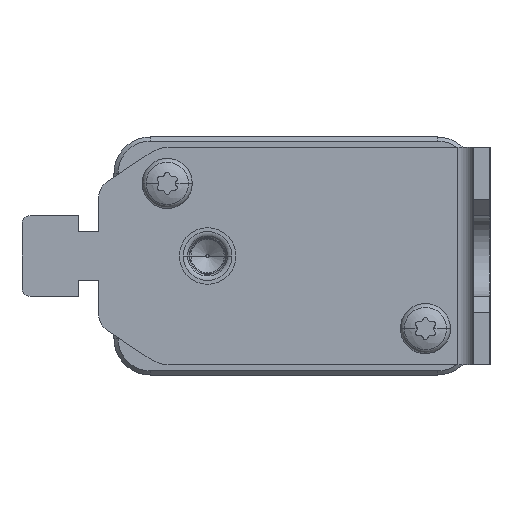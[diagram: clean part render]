
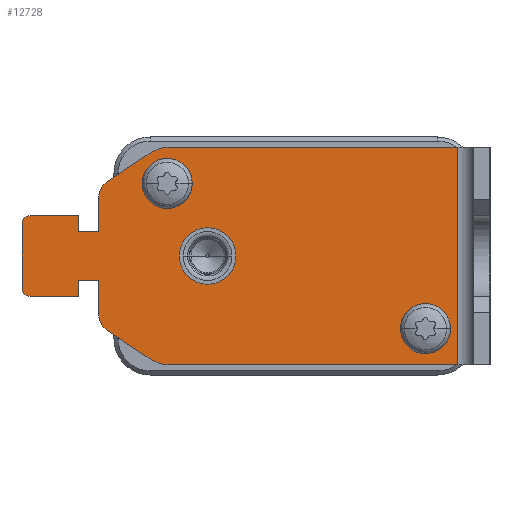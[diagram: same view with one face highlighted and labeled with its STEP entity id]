
A CAD part, left-side view. The second image highlights one B-rep face of the part: STEP entity #12728.
In plain terms, the highlighted face is planar.
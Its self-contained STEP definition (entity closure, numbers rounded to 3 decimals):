
#11857=DIRECTION('',(-1.,0.,0.));
#11858=VECTOR('',#11857,27.);
#11859=CARTESIAN_POINT('',(13.5,2.,4.));
#11860=LINE('',#11859,#11858);
#11871=CARTESIAN_POINT('',(9.,2.,39.638));
#11872=DIRECTION('',(0.,-1.,0.));
#11873=DIRECTION('',(1.,0.,0.));
#11874=AXIS2_PLACEMENT_3D('',#11871,#11872,#11873);
#11879=DIRECTION('',(-0.555,0.,0.832));
#11880=VECTOR('',#11879,6.313);
#11881=CARTESIAN_POINT('',(12.744,2.,42.134));
#11882=LINE('',#11881,#11880);
#11886=CARTESIAN_POINT('',(7.162,2.,46.));
#11887=DIRECTION('',(0.,-1.,0.));
#11888=DIRECTION('',(0.832,0.,0.555));
#11889=AXIS2_PLACEMENT_3D('',#11886,#11887,#11888);
#11894=DIRECTION('',(0.,0.,1.));
#11895=VECTOR('',#11894,6.);
#11896=CARTESIAN_POINT('',(5.,2.,51.));
#11897=LINE('',#11896,#11895);
#11901=CARTESIAN_POINT('',(4.,2.,57.));
#11902=DIRECTION('',(0.,-1.,0.));
#11903=DIRECTION('',(1.,0.,0.));
#11904=AXIS2_PLACEMENT_3D('',#11901,#11902,#11903);
#11909=CARTESIAN_POINT('',(-4.,2.,57.));
#11910=DIRECTION('',(0.,-1.,0.));
#11911=DIRECTION('',(0.,0.,1.));
#11912=AXIS2_PLACEMENT_3D('',#11909,#11910,#11911);
#11917=CARTESIAN_POINT('',(-7.162,2.,46.));
#11918=DIRECTION('',(0.,-1.,0.));
#11919=DIRECTION('',(0.,0.,1.));
#11920=AXIS2_PLACEMENT_3D('',#11917,#11918,#11919);
#11925=DIRECTION('',(-0.555,0.,-0.832));
#11926=VECTOR('',#11925,6.313);
#11927=CARTESIAN_POINT('',(-9.242,2.,47.387));
#11928=LINE('',#11927,#11926);
#11932=CARTESIAN_POINT('',(-9.,2.,39.638));
#11933=DIRECTION('',(0.,-1.,0.));
#11934=DIRECTION('',(-0.832,0.,0.555));
#11935=AXIS2_PLACEMENT_3D('',#11932,#11933,#11934);
#11940=DIRECTION('',(0.,0.,1.));
#11941=VECTOR('',#11940,35.638);
#11942=CARTESIAN_POINT('',(13.5,2.,4.));
#11943=LINE('',#11942,#11941);
#11947=CARTESIAN_POINT('',(-9.,2.,40.));
#11948=DIRECTION('',(0.,1.,0.));
#11949=DIRECTION('',(1.,0.,0.));
#11950=AXIS2_PLACEMENT_3D('',#11947,#11948,#11949);
#11955=CARTESIAN_POINT('',(-9.,2.,40.));
#11956=DIRECTION('',(0.,1.,0.));
#11957=DIRECTION('',(-1.,0.,0.));
#11958=AXIS2_PLACEMENT_3D('',#11955,#11956,#11957);
#11963=CARTESIAN_POINT('',(9.,2.,8.));
#11964=DIRECTION('',(0.,1.,0.));
#11965=DIRECTION('',(1.,0.,0.));
#11966=AXIS2_PLACEMENT_3D('',#11963,#11964,#11965);
#11971=CARTESIAN_POINT('',(9.,2.,8.));
#11972=DIRECTION('',(0.,1.,0.));
#11973=DIRECTION('',(-1.,0.,0.));
#11974=AXIS2_PLACEMENT_3D('',#11971,#11972,#11973);
#11979=CARTESIAN_POINT('',(0.,2.,35.));
#11980=DIRECTION('',(0.,1.,0.));
#11981=DIRECTION('',(1.,0.,0.));
#11982=AXIS2_PLACEMENT_3D('',#11979,#11980,#11981);
#11987=CARTESIAN_POINT('',(0.,2.,35.));
#11988=DIRECTION('',(0.,1.,0.));
#11989=DIRECTION('',(-1.,0.,0.));
#11990=AXIS2_PLACEMENT_3D('',#11987,#11988,#11989);
#12016=DIRECTION('',(1.,0.,0.));
#12017=VECTOR('',#12016,4.162);
#12018=CARTESIAN_POINT('',(3.,2.,48.5));
#12019=LINE('',#12018,#12017);
#12030=DIRECTION('',(0.,0.,-1.));
#12031=VECTOR('',#12030,2.5);
#12032=CARTESIAN_POINT('',(3.,2.,51.));
#12033=LINE('',#12032,#12031);
#12044=DIRECTION('',(-1.,0.,0.));
#12045=VECTOR('',#12044,2.);
#12046=CARTESIAN_POINT('',(5.,2.,51.));
#12047=LINE('',#12046,#12045);
#12072=DIRECTION('',(1.,0.,0.));
#12073=VECTOR('',#12072,8.);
#12074=CARTESIAN_POINT('',(-4.,2.,58.));
#12075=LINE('',#12074,#12073);
#12100=DIRECTION('',(0.,0.,1.));
#12101=VECTOR('',#12100,6.);
#12102=CARTESIAN_POINT('',(-5.,2.,51.));
#12103=LINE('',#12102,#12101);
#12114=DIRECTION('',(-1.,0.,0.));
#12115=VECTOR('',#12114,2.);
#12116=CARTESIAN_POINT('',(-3.,2.,51.));
#12117=LINE('',#12116,#12115);
#12128=DIRECTION('',(0.,0.,1.));
#12129=VECTOR('',#12128,2.5);
#12130=CARTESIAN_POINT('',(-3.,2.,48.5));
#12131=LINE('',#12130,#12129);
#12135=DIRECTION('',(1.,0.,0.));
#12136=VECTOR('',#12135,4.162);
#12137=CARTESIAN_POINT('',(-7.162,2.,48.5));
#12138=LINE('',#12137,#12136);
#12214=DIRECTION('',(0.,0.,1.));
#12215=VECTOR('',#12214,35.638);
#12216=CARTESIAN_POINT('',(-13.5,2.,4.));
#12217=LINE('',#12216,#12215);
#12312=CARTESIAN_POINT('',(13.5,2.,39.638));
#12314=VERTEX_POINT('',#12312);
#12316=CARTESIAN_POINT('',(13.5,2.,4.));
#12317=VERTEX_POINT('',#12316);
#12330=CARTESIAN_POINT('',(12.744,2.,42.134));
#12331=VERTEX_POINT('',#12330);
#12378=CARTESIAN_POINT('',(-2.475,2.,35.));
#12379=VERTEX_POINT('',#12378);
#12380=CARTESIAN_POINT('',(2.475,2.,35.));
#12381=VERTEX_POINT('',#12380);
#12382=CARTESIAN_POINT('',(9.242,2.,47.387));
#12383=VERTEX_POINT('',#12382);
#12384=CARTESIAN_POINT('',(7.162,2.,48.5));
#12385=VERTEX_POINT('',#12384);
#12386=CARTESIAN_POINT('',(3.,2.,48.5));
#12387=VERTEX_POINT('',#12386);
#12388=CARTESIAN_POINT('',(3.,2.,51.));
#12389=VERTEX_POINT('',#12388);
#12390=CARTESIAN_POINT('',(5.,2.,51.));
#12391=VERTEX_POINT('',#12390);
#12392=CARTESIAN_POINT('',(5.,2.,57.));
#12393=VERTEX_POINT('',#12392);
#12394=CARTESIAN_POINT('',(4.,2.,58.));
#12395=VERTEX_POINT('',#12394);
#12396=CARTESIAN_POINT('',(-4.,2.,58.));
#12397=VERTEX_POINT('',#12396);
#12398=CARTESIAN_POINT('',(-5.,2.,57.));
#12399=VERTEX_POINT('',#12398);
#12400=CARTESIAN_POINT('',(-5.,2.,51.));
#12401=VERTEX_POINT('',#12400);
#12402=CARTESIAN_POINT('',(-3.,2.,51.));
#12403=VERTEX_POINT('',#12402);
#12404=CARTESIAN_POINT('',(-3.,2.,48.5));
#12405=VERTEX_POINT('',#12404);
#12406=CARTESIAN_POINT('',(-7.162,2.,48.5));
#12407=VERTEX_POINT('',#12406);
#12408=CARTESIAN_POINT('',(-9.242,2.,47.387));
#12409=VERTEX_POINT('',#12408);
#12410=CARTESIAN_POINT('',(-12.744,2.,42.134));
#12411=VERTEX_POINT('',#12410);
#12412=CARTESIAN_POINT('',(-13.5,2.,39.638));
#12413=VERTEX_POINT('',#12412);
#12414=CARTESIAN_POINT('',(-13.5,2.,4.));
#12415=VERTEX_POINT('',#12414);
#12416=CARTESIAN_POINT('',(-7.4,2.,40.));
#12417=CARTESIAN_POINT('',(-10.6,2.,40.));
#12418=VERTEX_POINT('',#12416);
#12419=VERTEX_POINT('',#12417);
#12420=CARTESIAN_POINT('',(10.6,2.,8.));
#12421=CARTESIAN_POINT('',(7.4,2.,8.));
#12422=VERTEX_POINT('',#12420);
#12423=VERTEX_POINT('',#12421);
#12666=CARTESIAN_POINT('',(13.5,2.,58.));
#12667=DIRECTION('',(0.,1.,0.));
#12668=DIRECTION('',(0.,0.,-1.));
#12669=AXIS2_PLACEMENT_3D('',#12666,#12667,#12668);
#12670=PLANE('',#12669);
#12671=ORIENTED_EDGE('',*,*,#12489,.T.);
#12673=ORIENTED_EDGE('',*,*,#12672,.T.);
#12675=ORIENTED_EDGE('',*,*,#12674,.T.);
#12677=ORIENTED_EDGE('',*,*,#12676,.F.);
#12679=ORIENTED_EDGE('',*,*,#12678,.F.);
#12681=ORIENTED_EDGE('',*,*,#12680,.F.);
#12683=ORIENTED_EDGE('',*,*,#12682,.T.);
#12685=ORIENTED_EDGE('',*,*,#12684,.T.);
#12687=ORIENTED_EDGE('',*,*,#12686,.F.);
#12689=ORIENTED_EDGE('',*,*,#12688,.T.);
#12691=ORIENTED_EDGE('',*,*,#12690,.F.);
#12693=ORIENTED_EDGE('',*,*,#12692,.F.);
#12695=ORIENTED_EDGE('',*,*,#12694,.F.);
#12697=ORIENTED_EDGE('',*,*,#12696,.F.);
#12699=ORIENTED_EDGE('',*,*,#12698,.T.);
#12701=ORIENTED_EDGE('',*,*,#12700,.T.);
#12703=ORIENTED_EDGE('',*,*,#12702,.T.);
#12705=ORIENTED_EDGE('',*,*,#12704,.F.);
#12706=ORIENTED_EDGE('',*,*,#12658,.F.);
#12707=ORIENTED_EDGE('',*,*,#12463,.T.);
#12708=EDGE_LOOP('',(#12671,#12673,#12675,#12677,#12679,#12681,#12683,#12685,
#12687,#12689,#12691,#12693,#12695,#12697,#12699,#12701,#12703,#12705,#12706,
#12707));
#12709=FACE_OUTER_BOUND('',#12708,.F.);
#12711=ORIENTED_EDGE('',*,*,#12710,.T.);
#12713=ORIENTED_EDGE('',*,*,#12712,.T.);
#12714=EDGE_LOOP('',(#12711,#12713));
#12715=FACE_BOUND('',#12714,.F.);
#12717=ORIENTED_EDGE('',*,*,#12716,.T.);
#12719=ORIENTED_EDGE('',*,*,#12718,.T.);
#12720=EDGE_LOOP('',(#12717,#12719));
#12721=FACE_BOUND('',#12720,.F.);
#12723=ORIENTED_EDGE('',*,*,#12722,.T.);
#12725=ORIENTED_EDGE('',*,*,#12724,.T.);
#12726=EDGE_LOOP('',(#12723,#12725));
#12727=FACE_BOUND('',#12726,.F.);
#11875=CIRCLE('',#11874,4.5);
#11890=CIRCLE('',#11889,2.5);
#11905=CIRCLE('',#11904,1.);
#11913=CIRCLE('',#11912,1.);
#11921=CIRCLE('',#11920,2.5);
#11936=CIRCLE('',#11935,4.5);
#11951=CIRCLE('',#11950,1.6);
#11959=CIRCLE('',#11958,1.6);
#11967=CIRCLE('',#11966,1.6);
#11975=CIRCLE('',#11974,1.6);
#11983=CIRCLE('',#11982,2.475);
#11991=CIRCLE('',#11990,2.475);
#12463=EDGE_CURVE('',#12317,#12314,#11943,.T.);
#12489=EDGE_CURVE('',#12314,#12331,#11875,.T.);
#12658=EDGE_CURVE('',#12317,#12415,#11860,.T.);
#12672=EDGE_CURVE('',#12331,#12383,#11882,.T.);
#12674=EDGE_CURVE('',#12383,#12385,#11890,.T.);
#12676=EDGE_CURVE('',#12387,#12385,#12019,.T.);
#12678=EDGE_CURVE('',#12389,#12387,#12033,.T.);
#12680=EDGE_CURVE('',#12391,#12389,#12047,.T.);
#12682=EDGE_CURVE('',#12391,#12393,#11897,.T.);
#12684=EDGE_CURVE('',#12393,#12395,#11905,.T.);
#12686=EDGE_CURVE('',#12397,#12395,#12075,.T.);
#12688=EDGE_CURVE('',#12397,#12399,#11913,.T.);
#12690=EDGE_CURVE('',#12401,#12399,#12103,.T.);
#12692=EDGE_CURVE('',#12403,#12401,#12117,.T.);
#12694=EDGE_CURVE('',#12405,#12403,#12131,.T.);
#12696=EDGE_CURVE('',#12407,#12405,#12138,.T.);
#12698=EDGE_CURVE('',#12407,#12409,#11921,.T.);
#12700=EDGE_CURVE('',#12409,#12411,#11928,.T.);
#12702=EDGE_CURVE('',#12411,#12413,#11936,.T.);
#12704=EDGE_CURVE('',#12415,#12413,#12217,.T.);
#12710=EDGE_CURVE('',#12418,#12419,#11951,.T.);
#12712=EDGE_CURVE('',#12419,#12418,#11959,.T.);
#12716=EDGE_CURVE('',#12422,#12423,#11967,.T.);
#12718=EDGE_CURVE('',#12423,#12422,#11975,.T.);
#12722=EDGE_CURVE('',#12381,#12379,#11983,.T.);
#12724=EDGE_CURVE('',#12379,#12381,#11991,.T.);
#12728=ADVANCED_FACE('',(#12709,#12715,#12721,#12727),#12670,.T.);
